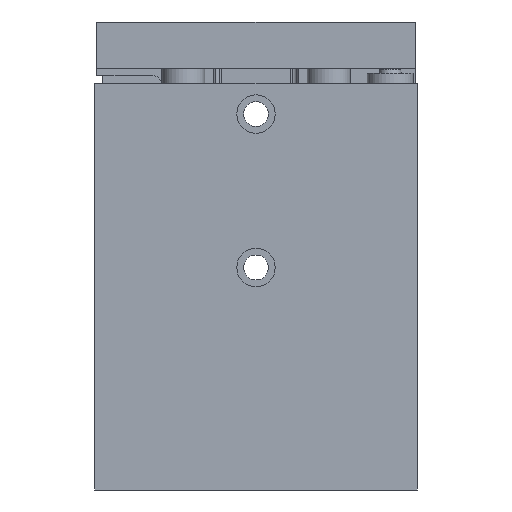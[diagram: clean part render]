
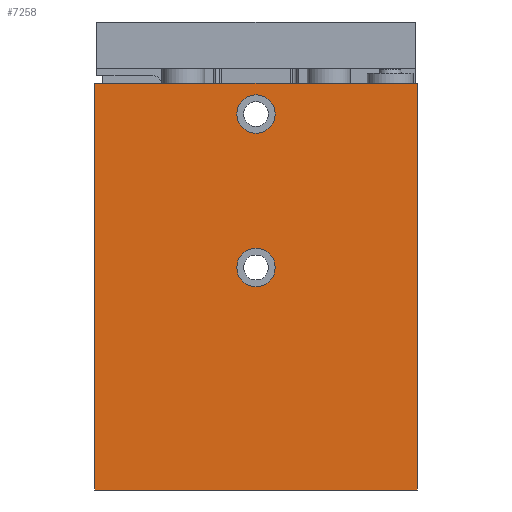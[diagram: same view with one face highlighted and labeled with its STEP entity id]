
A CAD part, front view. The second image highlights one B-rep face of the part: STEP entity #7258.
In plain terms, the highlighted planar face has unit normal (0, -1, 0).
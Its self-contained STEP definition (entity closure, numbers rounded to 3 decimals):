
#84=LINE('',#10617,#522);
#118=LINE('',#10693,#556);
#140=LINE('',#10785,#578);
#141=LINE('',#10791,#579);
#522=VECTOR('',#8525,1000.);
#556=VECTOR('',#8577,1000.);
#578=VECTOR('',#8647,1000.);
#579=VECTOR('',#8654,1000.);
#957=PLANE('',#7704);
#1240=ORIENTED_EDGE('',*,*,#2965,.F.);
#1241=ORIENTED_EDGE('',*,*,#2966,.F.);
#1242=ORIENTED_EDGE('',*,*,#2884,.F.);
#1243=ORIENTED_EDGE('',*,*,#2964,.F.);
#1244=ORIENTED_EDGE('',*,*,#2922,.T.);
#1245=ORIENTED_EDGE('',*,*,#2967,.T.);
#2884=EDGE_CURVE('',#3753,#3754,#84,.T.);
#2922=EDGE_CURVE('',#3787,#3786,#118,.T.);
#2964=EDGE_CURVE('',#3787,#3753,#140,.T.);
#2965=EDGE_CURVE('',#3823,#3823,#4392,.T.);
#2966=EDGE_CURVE('',#3824,#3824,#4393,.T.);
#2967=EDGE_CURVE('',#3786,#3754,#141,.T.);
#3753=VERTEX_POINT('',#10616);
#3754=VERTEX_POINT('',#10618);
#3786=VERTEX_POINT('',#10692);
#3787=VERTEX_POINT('',#10694);
#3823=VERTEX_POINT('',#10788);
#3824=VERTEX_POINT('',#10790);
#4392=CIRCLE('',#7705,2.5);
#4393=CIRCLE('',#7706,2.5);
#4793=EDGE_LOOP('',(#1240));
#4794=EDGE_LOOP('',(#1241));
#4795=EDGE_LOOP('',(#1242,#1243,#1244,#1245));
#5363=FACE_BOUND('',#4793,.T.);
#5364=FACE_BOUND('',#4794,.T.);
#5365=FACE_BOUND('',#4795,.T.);
#7258=ADVANCED_FACE('',(#5363,#5364,#5365),#957,.T.);
#7704=AXIS2_PLACEMENT_3D('',#10786,#8648,#8649);
#7705=AXIS2_PLACEMENT_3D('',#10787,#8650,#8651);
#7706=AXIS2_PLACEMENT_3D('',#10789,#8652,#8653);
#8525=DIRECTION('',(1.,0.,0.));
#8577=DIRECTION('',(1.,0.,0.));
#8647=DIRECTION('',(0.,0.,1.));
#8648=DIRECTION('',(0.,-1.,0.));
#8649=DIRECTION('',(0.,0.,-1.));
#8650=DIRECTION('',(0.,-1.,0.));
#8651=DIRECTION('',(0.,0.,-1.));
#8652=DIRECTION('',(0.,-1.,0.));
#8653=DIRECTION('',(0.,0.,-1.));
#8654=DIRECTION('',(0.,0.,1.));
#10616=CARTESIAN_POINT('',(-21.,0.,0.));
#10617=CARTESIAN_POINT('',(-21.,0.,0.));
#10618=CARTESIAN_POINT('',(21.,0.,0.));
#10692=CARTESIAN_POINT('',(21.,0.,-53.));
#10693=CARTESIAN_POINT('',(-21.,0.,-53.));
#10694=CARTESIAN_POINT('',(-21.,0.,-53.));
#10785=CARTESIAN_POINT('',(-21.,0.,-53.));
#10786=CARTESIAN_POINT('',(-21.,0.,-53.));
#10787=CARTESIAN_POINT('',(0.,0.,-24.));
#10788=CARTESIAN_POINT('',(0.,0.,-26.5));
#10789=CARTESIAN_POINT('',(0.,0.,-4.));
#10790=CARTESIAN_POINT('',(0.,0.,-6.5));
#10791=CARTESIAN_POINT('',(21.,0.,-53.));
